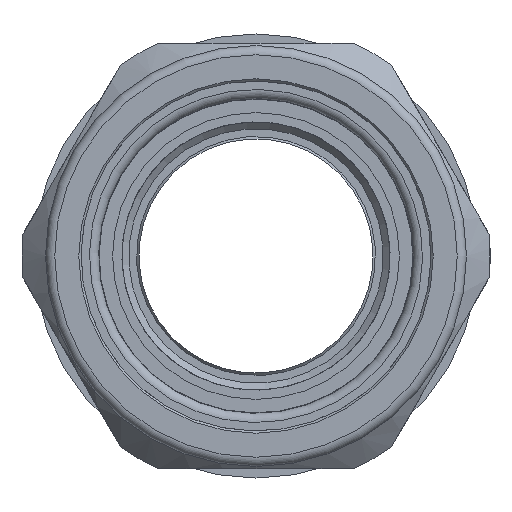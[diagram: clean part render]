
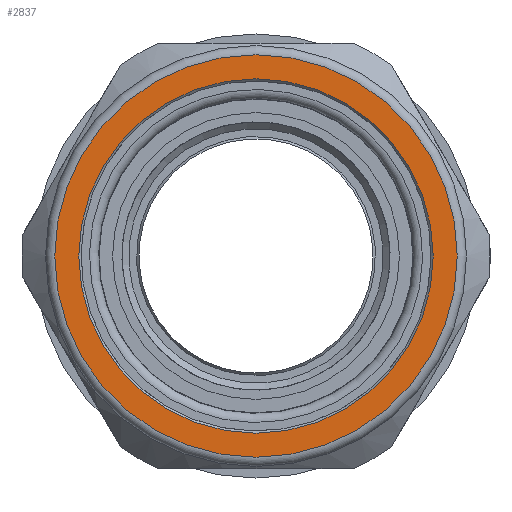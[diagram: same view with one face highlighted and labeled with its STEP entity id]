
A CAD part, left-side view. The second image highlights one B-rep face of the part: STEP entity #2837.
In plain terms, the highlighted planar face has unit normal (-1, 0, 0).
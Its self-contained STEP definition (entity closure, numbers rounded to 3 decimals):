
#100 = DIRECTION ( 'NONE',  ( -1., 0., 0. ) ) ;
#116 = PLANE ( 'NONE',  #3428 ) ;
#150 = ORIENTED_EDGE ( 'NONE', *, *, #2505, .T. ) ;
#253 = AXIS2_PLACEMENT_3D ( 'NONE', #1801, #100, #2079 ) ;
#257 = CARTESIAN_POINT ( 'NONE',  ( -46.85, 0., -19.15 ) ) ;
#367 = EDGE_LOOP ( 'NONE', ( #150 ) ) ;
#391 = DIRECTION ( 'NONE',  ( 1., 0., 0. ) ) ;
#905 = VERTEX_POINT ( 'NONE', #2502 ) ;
#1023 = ORIENTED_EDGE ( 'NONE', *, *, #2285, .T. ) ;
#1436 = CARTESIAN_POINT ( 'NONE',  ( -46.85, 0., 0. ) ) ;
#1546 = CARTESIAN_POINT ( 'NONE',  ( -46.85, 0., 0. ) ) ;
#1702 = DIRECTION ( 'NONE',  ( 0., 0., -1. ) ) ;
#1801 = CARTESIAN_POINT ( 'NONE',  ( -46.85, 0., 0. ) ) ;
#1956 = EDGE_LOOP ( 'NONE', ( #1023 ) ) ;
#2079 = DIRECTION ( 'NONE',  ( 0., 0., -1. ) ) ;
#2129 = CIRCLE ( 'NONE', #3424, 19.15 ) ;
#2285 = EDGE_CURVE ( 'NONE', #3061, #3061, #2129, .T. ) ;
#2356 = DIRECTION ( 'NONE',  ( 0., 0., -1. ) ) ;
#2502 = CARTESIAN_POINT ( 'NONE',  ( -46.85, 0., -21.75 ) ) ;
#2505 = EDGE_CURVE ( 'NONE', #905, #905, #3185, .T. ) ;
#2628 = FACE_OUTER_BOUND ( 'NONE', #367, .T. ) ;
#2837 = ADVANCED_FACE ( 'NONE', ( #3307, #2628 ), #116, .F. ) ;
#3061 = VERTEX_POINT ( 'NONE', #257 ) ;
#3185 = CIRCLE ( 'NONE', #253, 21.75 ) ;
#3277 = DIRECTION ( 'NONE',  ( 1., 0., 0. ) ) ;
#3307 = FACE_BOUND ( 'NONE', #1956, .T. ) ;
#3424 = AXIS2_PLACEMENT_3D ( 'NONE', #1436, #3277, #1702 ) ;
#3428 = AXIS2_PLACEMENT_3D ( 'NONE', #1546, #391, #2356 ) ;
